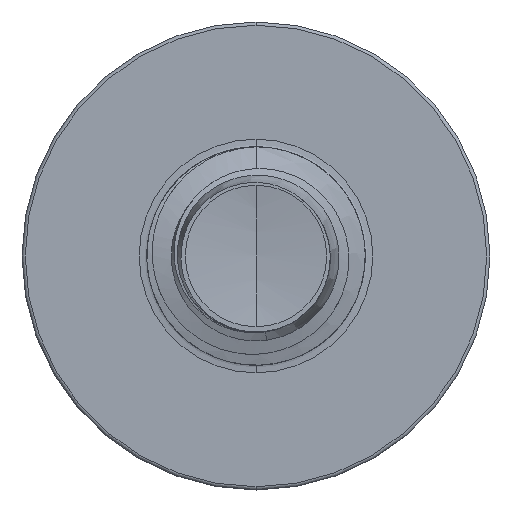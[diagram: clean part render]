
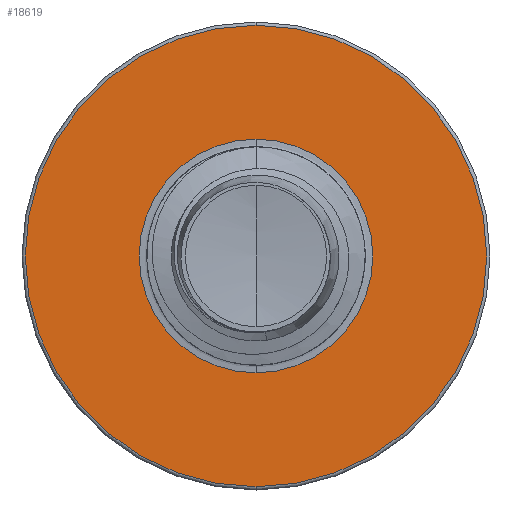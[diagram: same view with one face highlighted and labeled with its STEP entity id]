
A CAD part, front view. The second image highlights one B-rep face of the part: STEP entity #18619.
In plain terms, the highlighted planar face has unit normal (0, -1, 0).
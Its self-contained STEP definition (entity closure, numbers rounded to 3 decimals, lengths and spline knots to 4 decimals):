
#802 = DIRECTION ( 'NONE',  ( 0., 0., 1. ) ) ;
#838 = DIRECTION ( 'NONE',  ( 0., 1., 0. ) ) ;
#843 = CARTESIAN_POINT ( 'NONE',  ( 0., 15., 0. ) ) ;
#1427 = EDGE_CURVE ( 'NONE', #18735, #4235, #11899, .T. ) ;
#1726 = DIRECTION ( 'NONE',  ( 0., 0., 1. ) ) ;
#2554 = EDGE_CURVE ( 'NONE', #19511, #3985, #7016, .T. ) ;
#3017 = FACE_OUTER_BOUND ( 'NONE', #34742, .T. ) ;
#3985 = VERTEX_POINT ( 'NONE', #7154 ) ;
#4119 = CIRCLE ( 'NONE', #25509, 1.872 ) ;
#4235 = VERTEX_POINT ( 'NONE', #6356 ) ;
#5918 = CARTESIAN_POINT ( 'NONE',  ( 0., 15., -1.872 ) ) ;
#6356 = CARTESIAN_POINT ( 'NONE',  ( 0., 15., -3.6975 ) ) ;
#7016 = CIRCLE ( 'NONE', #25199, 1.872 ) ;
#7154 = CARTESIAN_POINT ( 'NONE',  ( 0., 15., 1.872 ) ) ;
#11899 = CIRCLE ( 'NONE', #12987, 3.6975 ) ;
#12257 = DIRECTION ( 'NONE',  ( 0., 1., 0. ) ) ;
#12987 = AXIS2_PLACEMENT_3D ( 'NONE', #20766, #18144, #18099 ) ;
#15094 = CARTESIAN_POINT ( 'NONE',  ( 0., 15., -1.872 ) ) ;
#15604 = EDGE_CURVE ( 'NONE', #3985, #19511, #4119, .T. ) ;
#15786 = EDGE_CURVE ( 'NONE', #4235, #18735, #32312, .T. ) ;
#17429 = CARTESIAN_POINT ( 'NONE',  ( 0., 15., 0. ) ) ;
#17449 = AXIS2_PLACEMENT_3D ( 'NONE', #15094, #12257, #31187 ) ;
#18099 = DIRECTION ( 'NONE',  ( 0., 0., 1. ) ) ;
#18144 = DIRECTION ( 'NONE',  ( 0., 1., 0. ) ) ;
#18619 = ADVANCED_FACE ( 'NONE', ( #3017, #33070 ), #28629, .F. ) ;
#18735 = VERTEX_POINT ( 'NONE', #26340 ) ;
#19511 = VERTEX_POINT ( 'NONE', #5918 ) ;
#19991 = DIRECTION ( 'NONE',  ( 0., 1., 0. ) ) ;
#20230 = DIRECTION ( 'NONE',  ( 0., 0., 1. ) ) ;
#20766 = CARTESIAN_POINT ( 'NONE',  ( 0., 15., 0. ) ) ;
#21469 = ORIENTED_EDGE ( 'NONE', *, *, #1427, .F. ) ;
#23014 = EDGE_LOOP ( 'NONE', ( #24673, #34006 ) ) ;
#24673 = ORIENTED_EDGE ( 'NONE', *, *, #15604, .T. ) ;
#25199 = AXIS2_PLACEMENT_3D ( 'NONE', #843, #838, #802 ) ;
#25509 = AXIS2_PLACEMENT_3D ( 'NONE', #35430, #19991, #1726 ) ;
#26340 = CARTESIAN_POINT ( 'NONE',  ( 0., 15., 3.6975 ) ) ;
#28629 = PLANE ( 'NONE',  #17449 ) ;
#31187 = DIRECTION ( 'NONE',  ( 0., 0., 1. ) ) ;
#32312 = CIRCLE ( 'NONE', #35742, 3.6975 ) ;
#33070 = FACE_BOUND ( 'NONE', #23014, .T. ) ;
#34006 = ORIENTED_EDGE ( 'NONE', *, *, #2554, .T. ) ;
#34742 = EDGE_LOOP ( 'NONE', ( #21469, #35334 ) ) ;
#35334 = ORIENTED_EDGE ( 'NONE', *, *, #15786, .F. ) ;
#35430 = CARTESIAN_POINT ( 'NONE',  ( 0., 15., 0. ) ) ;
#35636 = DIRECTION ( 'NONE',  ( 0., 1., 0. ) ) ;
#35742 = AXIS2_PLACEMENT_3D ( 'NONE', #17429, #35636, #20230 ) ;
